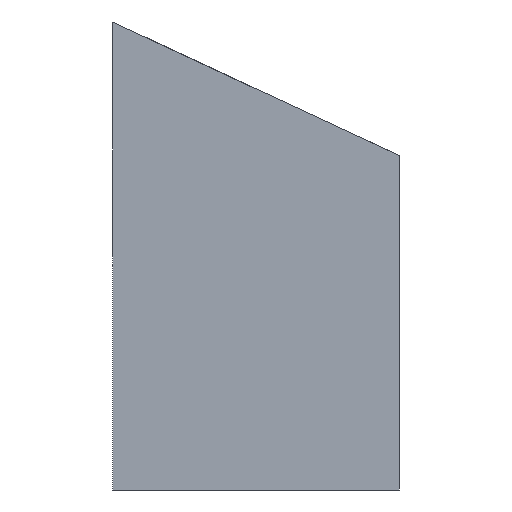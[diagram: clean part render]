
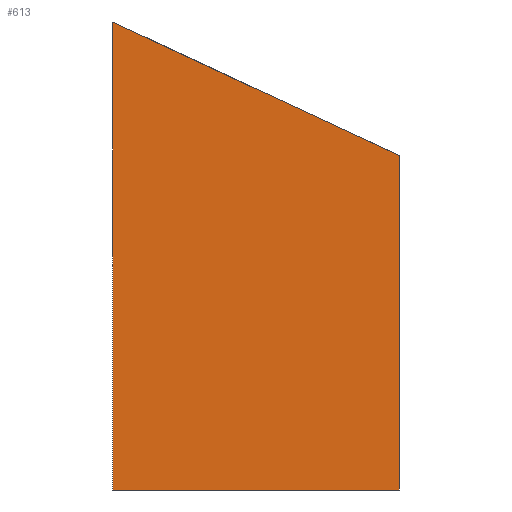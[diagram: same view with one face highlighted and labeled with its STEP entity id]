
A CAD part, left-side view. The second image highlights one B-rep face of the part: STEP entity #613.
In plain terms, the highlighted planar face has unit normal (-1, 0, 0).
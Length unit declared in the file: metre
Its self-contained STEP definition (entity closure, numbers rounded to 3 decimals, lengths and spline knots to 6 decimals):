
#71=ORIENTED_EDGE('',*,*,#233,.F.);
#72=ORIENTED_EDGE('',*,*,#227,.T.);
#73=ORIENTED_EDGE('',*,*,#234,.T.);
#74=ORIENTED_EDGE('',*,*,#213,.F.);
#213=EDGE_CURVE('',#297,#298,#355,.T.);
#227=EDGE_CURVE('',#309,#310,#369,.T.);
#233=EDGE_CURVE('',#309,#297,#375,.T.);
#234=EDGE_CURVE('',#310,#298,#376,.T.);
#297=VERTEX_POINT('',#898);
#298=VERTEX_POINT('',#899);
#309=VERTEX_POINT('',#928);
#310=VERTEX_POINT('',#929);
#355=LINE('',#897,#439);
#369=LINE('',#927,#453);
#375=LINE('',#938,#459);
#376=LINE('',#939,#460);
#439=VECTOR('',#722,1.);
#453=VECTOR('',#744,1.);
#459=VECTOR('',#752,1.);
#460=VECTOR('',#753,1.);
#508=EDGE_LOOP('',(#71,#72,#73,#74));
#546=FACE_BOUND('',#508,.T.);
#581=PLANE('',#659);
#613=ADVANCED_FACE('',(#546),#581,.T.);
#659=AXIS2_PLACEMENT_3D('',#937,#750,#751);
#722=DIRECTION('',(0.,1.,0.));
#744=DIRECTION('',(0.,0.906,0.423));
#750=DIRECTION('',(-1.,0.,0.));
#751=DIRECTION('',(0.,0.,1.));
#752=DIRECTION('',(0.,0.,-1.));
#753=DIRECTION('',(0.,0.,-1.));
#897=CARTESIAN_POINT('',(0.,0.003,0.));
#898=CARTESIAN_POINT('',(0.,0.,0.));
#899=CARTESIAN_POINT('',(0.,0.006,0.));
#927=CARTESIAN_POINT('',(0.,0.003613,0.008685));
#928=CARTESIAN_POINT('',(0.,0.,0.007));
#929=CARTESIAN_POINT('',(0.,0.006,0.009798));
#937=CARTESIAN_POINT('',(0.,0.003,0.01));
#938=CARTESIAN_POINT('',(0.,0.,0.01));
#939=CARTESIAN_POINT('',(0.,0.006,0.01));
